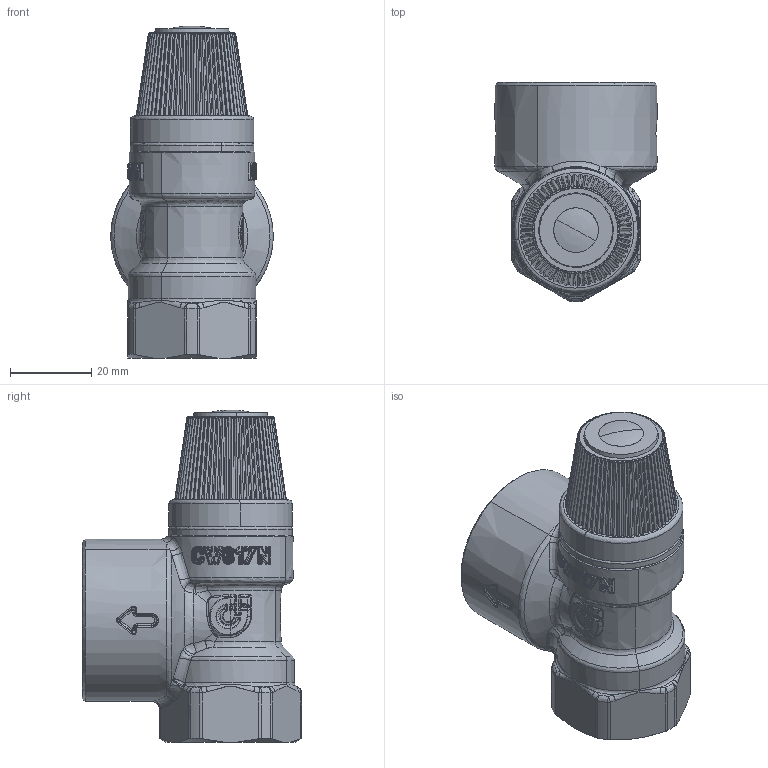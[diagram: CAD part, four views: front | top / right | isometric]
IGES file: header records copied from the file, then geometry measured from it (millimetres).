
Start section: START RECORD GO HERE.
Global section: file name: IGES_530530_-_TST.igs; native system: DASSAULT SYSTEMES CATIA Version 5-6 Release 2020 - www.3ds.com; preprocessor: V5-6R2020_5.30.5.0.09-01-2021.20.00; author: advantage; organization: CALEFFI; date: 20250320.140814; units: millimetre
Bounding box: 40 x 53.99 x 81.85 mm (x, y, z)
Surface area: 13847.1 mm2 (no closed solid volume)
Topology: 0 solids, 0 shells, 1428 faces, 6924 edges, 6862 vertices
Faces by surface type: bspline 951, revolution 406, plane 71
